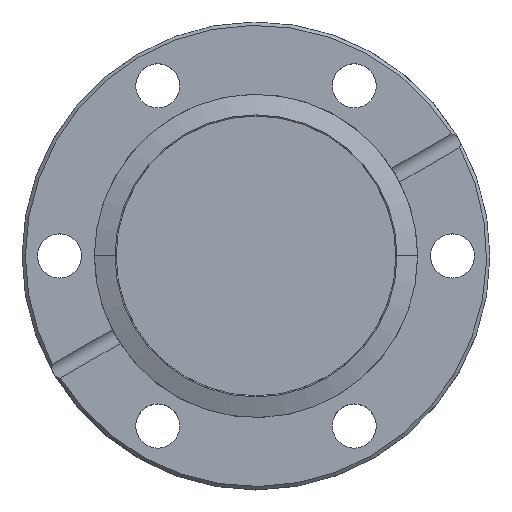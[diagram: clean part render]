
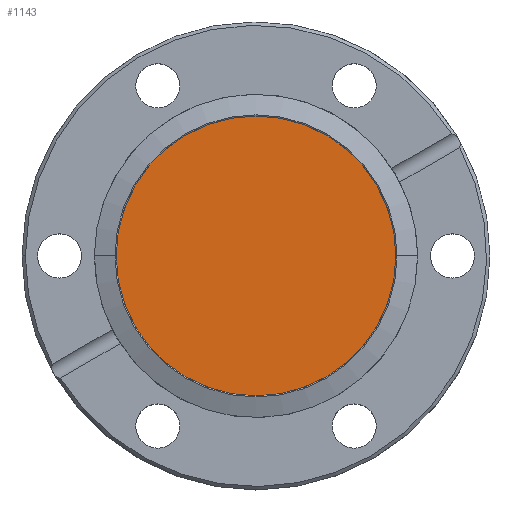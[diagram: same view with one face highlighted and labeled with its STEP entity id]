
A CAD part, top view. The second image highlights one B-rep face of the part: STEP entity #1143.
In plain terms, the highlighted planar face has unit normal (0, 0, 1).
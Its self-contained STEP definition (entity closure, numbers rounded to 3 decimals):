
#15 = CARTESIAN_POINT ( 'NONE',  ( 0., 0., -1.2 ) ) ;
#41 = CIRCLE ( 'NONE', #962, 20.898 ) ;
#92 = CARTESIAN_POINT ( 'NONE',  ( 20.898, 0., -1.2 ) ) ;
#207 = AXIS2_PLACEMENT_3D ( 'NONE', #1919, #1460, #1638 ) ;
#314 = DIRECTION ( 'NONE',  ( -1., 0., 0. ) ) ;
#759 = CARTESIAN_POINT ( 'NONE',  ( -20.898, 0., -1.2 ) ) ;
#766 = VERTEX_POINT ( 'NONE', #759 ) ;
#855 = DIRECTION ( 'NONE',  ( -1., 0., 0. ) ) ;
#962 = AXIS2_PLACEMENT_3D ( 'NONE', #1368, #1357, #314 ) ;
#1087 = VERTEX_POINT ( 'NONE', #92 ) ;
#1143 = ADVANCED_FACE ( 'NONE', ( #1684 ), #2196, .F. ) ;
#1213 = CIRCLE ( 'NONE', #2141, 20.898 ) ;
#1357 = DIRECTION ( 'NONE',  ( 0., 0., -1. ) ) ;
#1366 = EDGE_CURVE ( 'NONE', #1087, #766, #41, .T. ) ;
#1368 = CARTESIAN_POINT ( 'NONE',  ( 0., 0., -1.2 ) ) ;
#1460 = DIRECTION ( 'NONE',  ( 0., 0., -1. ) ) ;
#1550 = ORIENTED_EDGE ( 'NONE', *, *, #1366, .F. ) ;
#1638 = DIRECTION ( 'NONE',  ( -1., 0., 0. ) ) ;
#1684 = FACE_OUTER_BOUND ( 'NONE', #2185, .T. ) ;
#1868 = ORIENTED_EDGE ( 'NONE', *, *, #2189, .F. ) ;
#1919 = CARTESIAN_POINT ( 'NONE',  ( 20.898, 0., -1.2 ) ) ;
#1972 = DIRECTION ( 'NONE',  ( 0., 0., -1. ) ) ;
#2141 = AXIS2_PLACEMENT_3D ( 'NONE', #15, #1972, #855 ) ;
#2185 = EDGE_LOOP ( 'NONE', ( #1550, #1868 ) ) ;
#2189 = EDGE_CURVE ( 'NONE', #766, #1087, #1213, .T. ) ;
#2196 = PLANE ( 'NONE',  #207 ) ;
